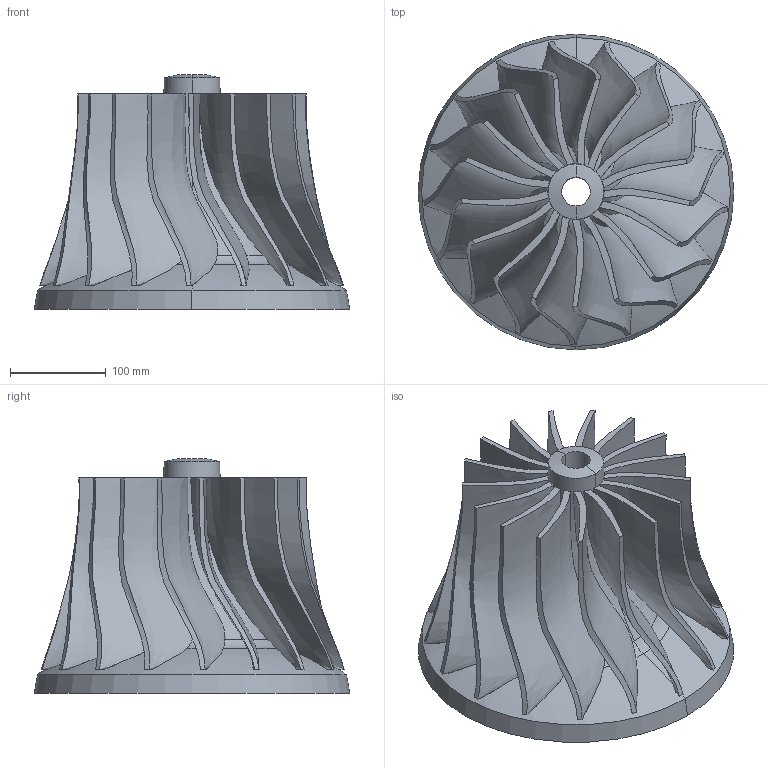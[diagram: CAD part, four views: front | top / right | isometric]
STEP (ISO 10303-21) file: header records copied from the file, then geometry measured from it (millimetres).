
FILE_DESCRIPTION((''),'2;1');
FILE_NAME('7_2_2','2013-05-06T',('Bin'),(''),'PRO/ENGINEER BY PARAMETRIC TECHNOLOGY CORPORATION, 2010280','PRO/ENGINEER BY PARAMETRIC TECHNOLOGY CORPORATION, 2010280','');
FILE_SCHEMA(('CONFIG_CONTROL_DESIGN'));
Length unit declared in the file: millimetre
Products named in the file (1): 7_2_2
Bounding box: 330 x 330 x 245 mm (x, y, z)
Volume: 6605723.9 mm3; surface area: 827016.2 mm2
Topology: 1 solids, 1 shells, 132 faces, 449 edges, 296 vertices
Faces by surface type: bspline 87, plane 35, torus 4, cone 2, cylinder 2, sphere 2
Entity records: 20233 total; most frequent: CARTESIAN_POINT 17143, ORIENTED_EDGE 898, EDGE_CURVE 449, B_SPLINE_CURVE_WITH_KNOTS 382, VERTEX_POINT 296, DIRECTION 220, EDGE_LOOP 179, FACE_OUTER_BOUND 132
